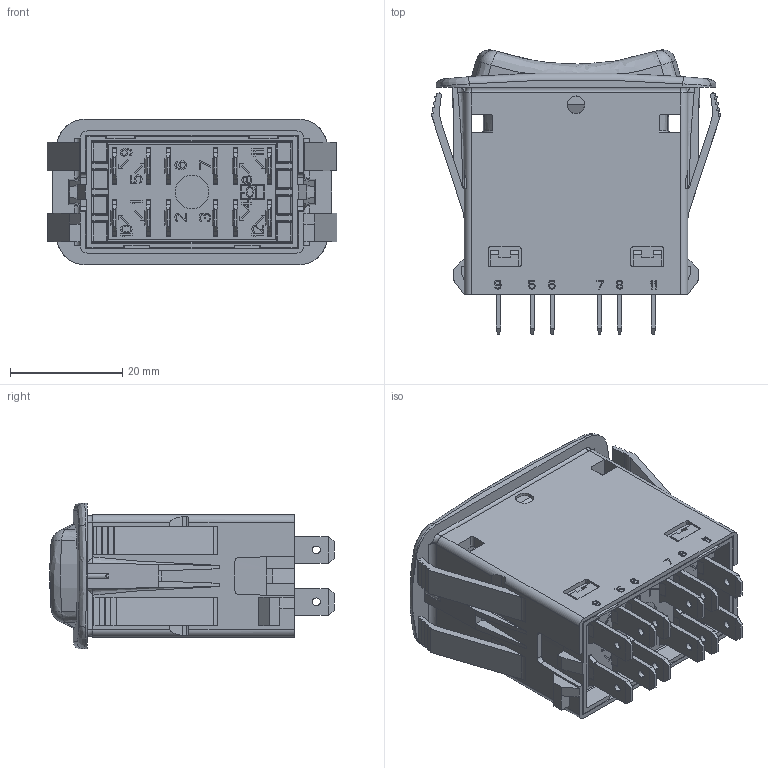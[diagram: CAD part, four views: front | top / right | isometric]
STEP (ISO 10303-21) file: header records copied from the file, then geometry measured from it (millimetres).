
FILE_DESCRIPTION((''),'2;1');
FILE_NAME('LSERIES_187QC_NOGUARD_R_SW01','2011-11-22T',('danboyden'),(''),'PRO/ENGINEER BY PARAMETRIC TECHNOLOGY CORPORATION, 2010280','PRO/ENGINEER BY PARAMETRIC TECHNOLOGY CORPORATION, 2010280','');
FILE_SCHEMA(('CONFIG_CONTROL_DESIGN'));
Products named in the file (1): LSERIES_187QC_NOGUARD_R_SW01
Bounding box: 51.56 x 50.59 x 25.91 mm (x, y, z)
Volume: 15206.1 mm3; surface area: 24426.2 mm2
Topology: 1 solids, 23 shells, 3841 faces, 10510 edges, 6793 vertices
Faces by surface type: plane 2811, cylinder 602, bspline 220, sphere 79, cone 70, torus 58, extrusion 1
Entity records: 141970 total; most frequent: CARTESIAN_POINT 47727, ORIENTED_EDGE 21012, DIRECTION 17201, EDGE_CURVE 10506, VECTOR 8029, LINE 8028, VERTEX_POINT 6793, AXIS2_PLACEMENT_3D 4586
